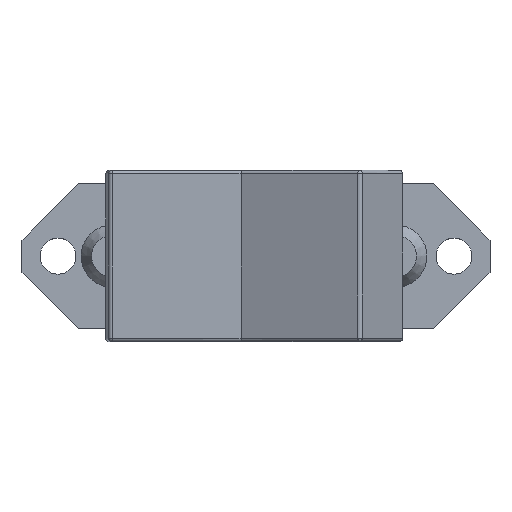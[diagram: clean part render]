
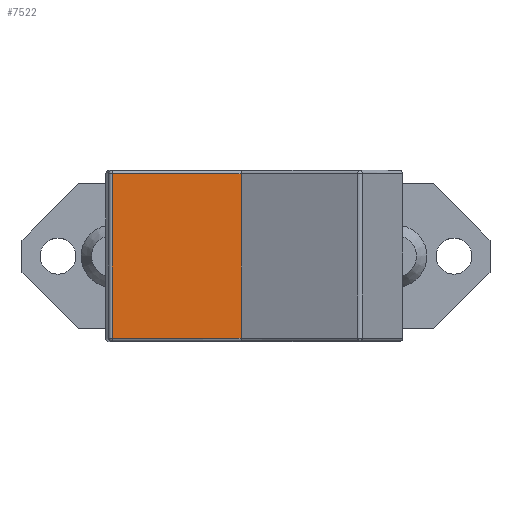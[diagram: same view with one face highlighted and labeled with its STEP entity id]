
A CAD part, top view. The second image highlights one B-rep face of the part: STEP entity #7522.
In plain terms, the highlighted planar face has unit normal (0, 0, 1).
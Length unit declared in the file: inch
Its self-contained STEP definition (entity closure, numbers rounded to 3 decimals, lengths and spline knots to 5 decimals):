
#77=PLANE('',#8017);
#494=FACE_OUTER_BOUND('',#938,.T.);
#938=EDGE_LOOP('',(#5342,#5343,#5344,#5345));
#1377=LINE('',#10866,#2270);
#1390=LINE('',#10917,#2283);
#1392=LINE('',#10920,#2285);
#1397=LINE('',#10934,#2290);
#2270=VECTOR('',#8643,0.3937);
#2283=VECTOR('',#8700,0.3937);
#2285=VECTOR('',#8704,0.3937);
#2290=VECTOR('',#8719,0.3937);
#3331=VERTEX_POINT('',#10858);
#3334=VERTEX_POINT('',#10865);
#3337=VERTEX_POINT('',#10872);
#3347=VERTEX_POINT('',#10901);
#4041=EDGE_CURVE('',#3334,#3331,#1377,.T.);
#4067=EDGE_CURVE('',#3337,#3347,#1390,.T.);
#4069=EDGE_CURVE('',#3331,#3337,#1392,.T.);
#4076=EDGE_CURVE('',#3334,#3347,#1397,.T.);
#5342=ORIENTED_EDGE('',*,*,#4041,.F.);
#5343=ORIENTED_EDGE('',*,*,#4076,.T.);
#5344=ORIENTED_EDGE('',*,*,#4067,.F.);
#5345=ORIENTED_EDGE('',*,*,#4069,.F.);
#7522=ADVANCED_FACE('',(#494),#77,.T.);
#8017=AXIS2_PLACEMENT_3D('',#11053,#8827,#8828);
#8643=DIRECTION('',(-1.,0.,0.));
#8700=DIRECTION('',(1.,0.,0.));
#8704=DIRECTION('',(0.,1.,0.));
#8719=DIRECTION('',(0.,1.,0.));
#8827=DIRECTION('center_axis',(0.,0.,
1.));
#8828=DIRECTION('ref_axis',(0.,1.,0.));
#10858=CARTESIAN_POINT('',(-0.49972,-0.28563,0.77384));
#10865=CARTESIAN_POINT('',(-0.05204,-0.28563,0.77384));
#10866=CARTESIAN_POINT('',(-0.04051,-0.28563,0.77384));
#10872=CARTESIAN_POINT('',(-0.49972,0.28563,0.77384));
#10901=CARTESIAN_POINT('',(-0.05204,0.28563,0.77384));
#10917=CARTESIAN_POINT('',(-0.04051,0.28563,0.77384));
#10920=CARTESIAN_POINT('',(-0.49972,0.,0.77384));
#10934=CARTESIAN_POINT('',(-0.05204,0.,0.77384));
#11053=CARTESIAN_POINT('Origin',(-0.05204,0.,
0.77384));
